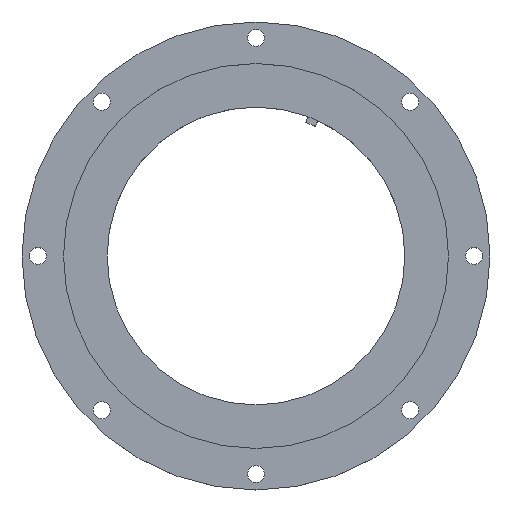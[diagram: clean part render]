
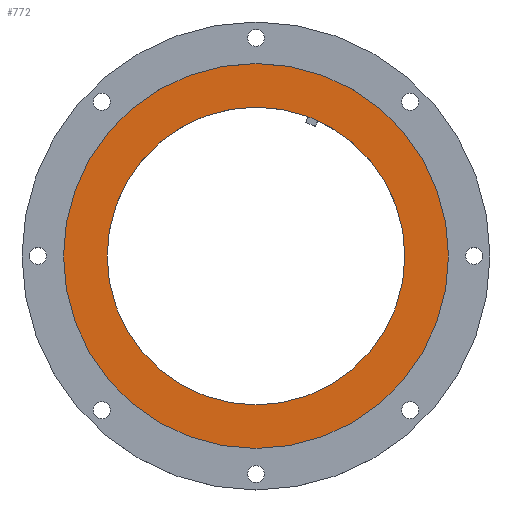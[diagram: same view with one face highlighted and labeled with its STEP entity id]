
A CAD part, top view. The second image highlights one B-rep face of the part: STEP entity #772.
In plain terms, the highlighted planar face has unit normal (0, 0, 1).
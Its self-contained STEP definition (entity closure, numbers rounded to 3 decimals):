
#2 = CARTESIAN_POINT ( 'NONE',  ( 0., 0., 0. ) ) ;
#59 = CARTESIAN_POINT ( 'NONE',  ( 0., 0., 0. ) ) ;
#92 = EDGE_LOOP ( 'NONE', ( #617, #626 ) ) ;
#150 = DIRECTION ( 'NONE',  ( -1., 0., 0. ) ) ;
#188 = EDGE_LOOP ( 'NONE', ( #629, #637 ) ) ;
#206 = CARTESIAN_POINT ( 'NONE',  ( 70., 0., 0. ) ) ;
#221 = EDGE_CURVE ( 'NONE', #261, #454, #351, .T. ) ;
#247 = AXIS2_PLACEMENT_3D ( 'NONE', #998, #365, #277 ) ;
#256 = CIRCLE ( 'NONE', #856, 70. ) ;
#261 = VERTEX_POINT ( 'NONE', #1149 ) ;
#277 = DIRECTION ( 'NONE',  ( -1., 0., 0. ) ) ;
#351 = CIRCLE ( 'NONE', #1089, 90.5 ) ;
#365 = DIRECTION ( 'NONE',  ( 0., 0., -1. ) ) ;
#406 = CARTESIAN_POINT ( 'NONE',  ( 0., 0., 0. ) ) ;
#450 = DIRECTION ( 'NONE',  ( 0., 0., 1. ) ) ;
#454 = VERTEX_POINT ( 'NONE', #985 ) ;
#492 = DIRECTION ( 'NONE',  ( -1., 0., 0. ) ) ;
#518 = CARTESIAN_POINT ( 'NONE',  ( -70., 0., 0. ) ) ;
#599 = DIRECTION ( 'NONE',  ( 1., 0., 0. ) ) ;
#617 = ORIENTED_EDGE ( 'NONE', *, *, #221, .T. ) ;
#626 = ORIENTED_EDGE ( 'NONE', *, *, #1165, .T. ) ;
#629 = ORIENTED_EDGE ( 'NONE', *, *, #1097, .T. ) ;
#637 = ORIENTED_EDGE ( 'NONE', *, *, #963, .T. ) ;
#645 = FACE_OUTER_BOUND ( 'NONE', #92, .T. ) ;
#665 = CIRCLE ( 'NONE', #709, 90.5 ) ;
#687 = DIRECTION ( 'NONE',  ( 0., 0., -1. ) ) ;
#703 = FACE_BOUND ( 'NONE', #188, .T. ) ;
#709 = AXIS2_PLACEMENT_3D ( 'NONE', #2, #450, #1065 ) ;
#759 = DIRECTION ( 'NONE',  ( 0., 0., 1. ) ) ;
#772 = ADVANCED_FACE ( 'NONE', ( #645, #703 ), #817, .F. ) ;
#791 = AXIS2_PLACEMENT_3D ( 'NONE', #59, #687, #150 ) ;
#817 = PLANE ( 'NONE',  #247 ) ;
#834 = CIRCLE ( 'NONE', #791, 70. ) ;
#856 = AXIS2_PLACEMENT_3D ( 'NONE', #406, #1027, #492 ) ;
#857 = CARTESIAN_POINT ( 'NONE',  ( 0., 0., 0. ) ) ;
#951 = VERTEX_POINT ( 'NONE', #206 ) ;
#963 = EDGE_CURVE ( 'NONE', #1117, #951, #256, .T. ) ;
#985 = CARTESIAN_POINT ( 'NONE',  ( 90.5, 0., 0. ) ) ;
#998 = CARTESIAN_POINT ( 'NONE',  ( 0., 0., 0. ) ) ;
#1027 = DIRECTION ( 'NONE',  ( 0., 0., -1. ) ) ;
#1065 = DIRECTION ( 'NONE',  ( 1., 0., 0. ) ) ;
#1089 = AXIS2_PLACEMENT_3D ( 'NONE', #857, #759, #599 ) ;
#1097 = EDGE_CURVE ( 'NONE', #951, #1117, #834, .T. ) ;
#1117 = VERTEX_POINT ( 'NONE', #518 ) ;
#1149 = CARTESIAN_POINT ( 'NONE',  ( -90.5, 0., 0. ) ) ;
#1165 = EDGE_CURVE ( 'NONE', #454, #261, #665, .T. ) ;
